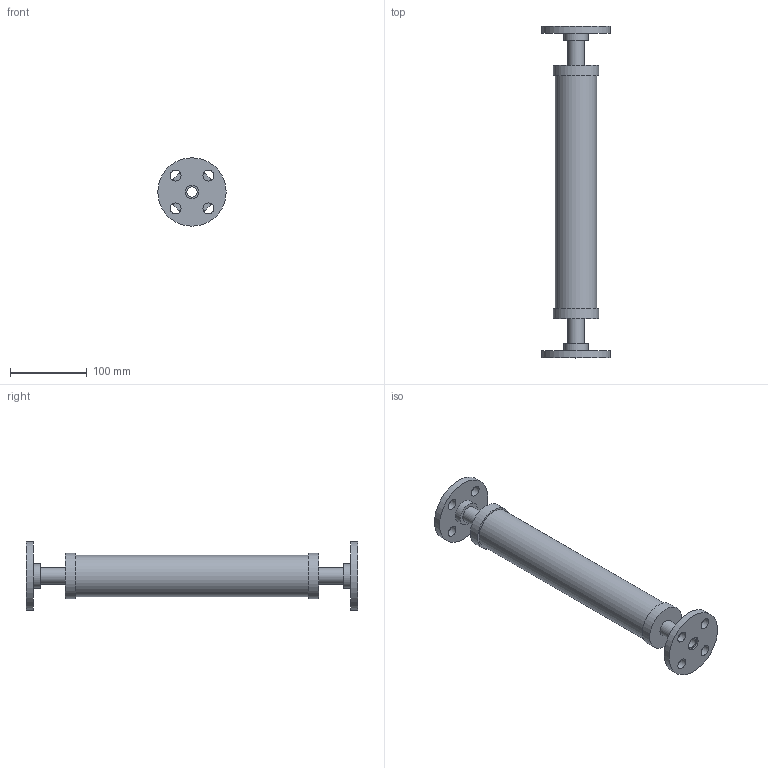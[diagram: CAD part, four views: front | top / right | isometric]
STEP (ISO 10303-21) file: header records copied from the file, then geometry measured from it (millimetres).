
FILE_DESCRIPTION((''),'2;1');
FILE_NAME('AC#2-500-F_R2.iam.stp','2016-10-13T14:12:50',(''),(''),'Autodesk Inventor 2009','Autodesk Inventor 2009','');
FILE_SCHEMA(('AUTOMOTIVE_DESIGN { 1 0 10303 214 1 1 1 1 }'));
Length unit declared in the file: inch
Products named in the file (7): AC#2-500-F_R2; SA-50FLG-PP_R0; FLG-50PP_R0; PIPE-50PP-SCH80; AC-2B-500-S; AC-500-TUBE; AC-2T-500-S
Assembly tree (7 placements, depth 3):
  AC#2-500-F_R2
    SA-50FLG-PP_R0  x2
      FLG-50PP_R0
      PIPE-50PP-SCH80
    AC-2B-500-S
    AC-500-TUBE
    AC-2T-500-S
Bounding box: 88.9 x 431.8 x 88.9 mm (x, y, z)
Volume: 291137.7 mm3; surface area: 167791.7 mm2
Topology: 7 solids, 7 shells, 52 faces, 90 edges, 60 vertices
Faces by surface type: cylinder 28, plane 22, cone 2
Full cylindrical faces by diameter (mm): 13.36 x2, 14.224 x8, 17.475 x2, 17.857 x2, 21.336 x4, 31.242 x2, 46.99 x1, 49.657 x1, 50.927 x1, 53.975 x1, 58.928 x2, 88.9 x2
Entity records: 1020 total; most frequent: DIRECTION 180, CARTESIAN_POINT 130, AXIS2_PLACEMENT_3D 90, ORIENTED_EDGE 80, EDGE_LOOP 80, FACE_BOUND 44, VERTEX_POINT 40, CIRCLE 40
